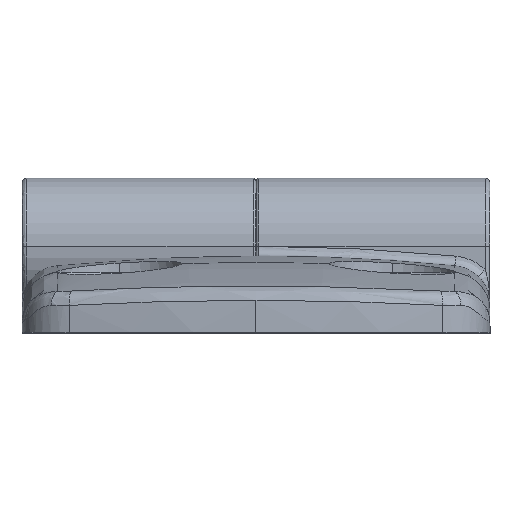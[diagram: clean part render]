
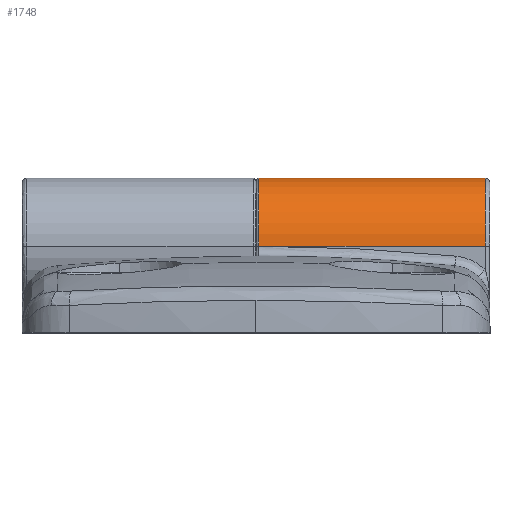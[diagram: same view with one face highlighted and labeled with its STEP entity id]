
A CAD part, top view. The second image highlights one B-rep face of the part: STEP entity #1748.
In plain terms, the highlighted cylindrical face has radius 7 mm (diameter 14 mm), a partial arc.
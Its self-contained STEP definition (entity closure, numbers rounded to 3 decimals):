
#32 = LINE ( 'NONE', #3648, #4192 ) ;
#326 = DIRECTION ( 'NONE',  ( 0., 0., 1. ) ) ;
#336 = CARTESIAN_POINT ( 'NONE',  ( -0.3, 8.9, 7. ) ) ;
#397 = CARTESIAN_POINT ( 'NONE',  ( -23.5, 8.9, 7. ) ) ;
#446 = DIRECTION ( 'NONE',  ( -1., 0., 0. ) ) ;
#566 = CIRCLE ( 'NONE', #4556, 7. ) ;
#585 = DIRECTION ( 'NONE',  ( -1., 0., 0. ) ) ;
#693 = CYLINDRICAL_SURFACE ( 'NONE', #2031, 7. ) ;
#767 = ORIENTED_EDGE ( 'NONE', *, *, #4607, .T. ) ;
#804 = CARTESIAN_POINT ( 'NONE',  ( -0.3, 8.9, 0. ) ) ;
#956 = VERTEX_POINT ( 'NONE', #336 ) ;
#992 = EDGE_CURVE ( 'NONE', #956, #1353, #32, .T. ) ;
#1353 = VERTEX_POINT ( 'NONE', #397 ) ;
#1603 = DIRECTION ( 'NONE',  ( 0., 0., 1. ) ) ;
#1703 = CARTESIAN_POINT ( 'NONE',  ( 24., 8.9, 0. ) ) ;
#1746 = VERTEX_POINT ( 'NONE', #4711 ) ;
#1748 = ADVANCED_FACE ( 'NONE', ( #4144 ), #693, .T. ) ;
#1788 = ORIENTED_EDGE ( 'NONE', *, *, #992, .F. ) ;
#1818 = DIRECTION ( 'NONE',  ( -1., 0., 0. ) ) ;
#1880 = CARTESIAN_POINT ( 'NONE',  ( 24., 8.9, -7. ) ) ;
#1990 = EDGE_CURVE ( 'NONE', #956, #4259, #2139, .T. ) ;
#2031 = AXIS2_PLACEMENT_3D ( 'NONE', #1703, #585, #2853 ) ;
#2139 = CIRCLE ( 'NONE', #4707, 7. ) ;
#2373 = VECTOR ( 'NONE', #446, 1000. ) ;
#2518 = CARTESIAN_POINT ( 'NONE',  ( -23.5, 8.9, 0. ) ) ;
#2853 = DIRECTION ( 'NONE',  ( 0., 0., 1. ) ) ;
#3301 = ORIENTED_EDGE ( 'NONE', *, *, #1990, .T. ) ;
#3428 = ORIENTED_EDGE ( 'NONE', *, *, #3899, .F. ) ;
#3648 = CARTESIAN_POINT ( 'NONE',  ( 24., 8.9, 7. ) ) ;
#3899 = EDGE_CURVE ( 'NONE', #1353, #1746, #566, .T. ) ;
#3905 = CARTESIAN_POINT ( 'NONE',  ( -0.3, 8.9, -7. ) ) ;
#4112 = EDGE_LOOP ( 'NONE', ( #1788, #3301, #767, #3428 ) ) ;
#4144 = FACE_OUTER_BOUND ( 'NONE', #4112, .T. ) ;
#4176 = DIRECTION ( 'NONE',  ( -1., 0., 0. ) ) ;
#4192 = VECTOR ( 'NONE', #1818, 1000. ) ;
#4259 = VERTEX_POINT ( 'NONE', #3905 ) ;
#4326 = DIRECTION ( 'NONE',  ( -1., 0., 0. ) ) ;
#4408 = LINE ( 'NONE', #1880, #2373 ) ;
#4556 = AXIS2_PLACEMENT_3D ( 'NONE', #2518, #4326, #326 ) ;
#4607 = EDGE_CURVE ( 'NONE', #4259, #1746, #4408, .T. ) ;
#4707 = AXIS2_PLACEMENT_3D ( 'NONE', #804, #4176, #1603 ) ;
#4711 = CARTESIAN_POINT ( 'NONE',  ( -23.5, 8.9, -7. ) ) ;
